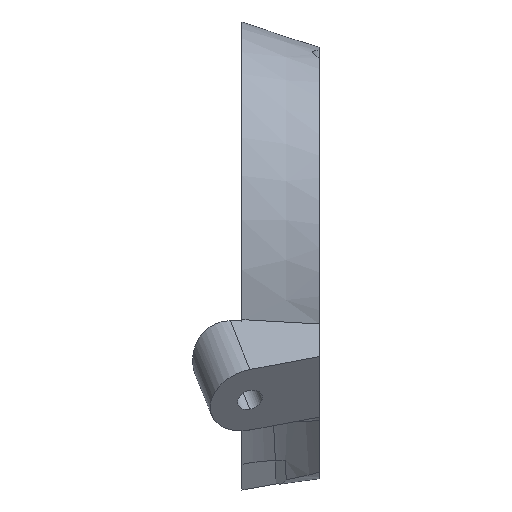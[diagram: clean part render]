
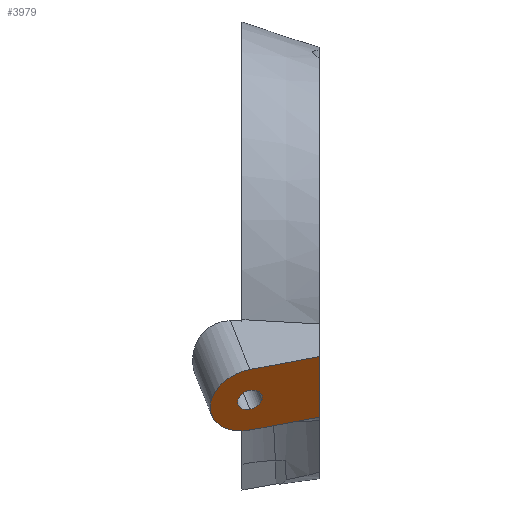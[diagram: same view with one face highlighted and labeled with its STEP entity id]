
A CAD part, left-side view. The second image highlights one B-rep face of the part: STEP entity #3979.
In plain terms, the highlighted planar face has unit normal (-0.707, -0.265, -0.656).
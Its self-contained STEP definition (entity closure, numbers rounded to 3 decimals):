
#65 = LINE ( 'NONE', #3201, #471 ) ;
#81 = CARTESIAN_POINT ( 'NONE',  ( -14.362, -2.015, -12.864 ) ) ;
#86 = AXIS2_PLACEMENT_3D ( 'NONE', #3900, #2078, #200 ) ;
#98 = EDGE_CURVE ( 'NONE', #2124, #3175, #2843, .T. ) ;
#128 = CIRCLE ( 'NONE', #3187, 4. ) ;
#169 = DIRECTION ( 'NONE',  ( 0.68, 0., -0.733 ) ) ;
#200 = DIRECTION ( 'NONE',  ( 0.68, 0., -0.733 ) ) ;
#247 = ORIENTED_EDGE ( 'NONE', *, *, #3315, .F. ) ;
#402 = CARTESIAN_POINT ( 'NONE',  ( -19.653, 10.731, -12.314 ) ) ;
#415 = DIRECTION ( 'NONE',  ( 0.68, 0., -0.733 ) ) ;
#471 = VECTOR ( 'NONE', #415, 1000. ) ;
#552 = CIRCLE ( 'NONE', #86, 1.25 ) ;
#632 = CARTESIAN_POINT ( 'NONE',  ( -15.576, 4., -13.989 ) ) ;
#696 = DIRECTION ( 'NONE',  ( -0.68, 0., 0.733 ) ) ;
#700 = DIRECTION ( 'NONE',  ( 0.68, 0., -0.733 ) ) ;
#703 = VERTEX_POINT ( 'NONE', #632 ) ;
#826 = CARTESIAN_POINT ( 'NONE',  ( -21.015, 4., -8.122 ) ) ;
#840 = DIRECTION ( 'NONE',  ( -0.194, 0.964, -0.18 ) ) ;
#862 = ORIENTED_EDGE ( 'NONE', *, *, #1869, .T. ) ;
#1023 = ORIENTED_EDGE ( 'NONE', *, *, #98, .T. ) ;
#1103 = DIRECTION ( 'NONE',  ( -0.194, 0.964, -0.18 ) ) ;
#1384 = VERTEX_POINT ( 'NONE', #3085 ) ;
#1441 = VERTEX_POINT ( 'NONE', #2827 ) ;
#1457 = ORIENTED_EDGE ( 'NONE', *, *, #3154, .T. ) ;
#1527 = CIRCLE ( 'NONE', #3587, 1.25 ) ;
#1661 = EDGE_CURVE ( 'NONE', #3175, #1384, #128, .T. ) ;
#1758 = EDGE_CURVE ( 'NONE', #2124, #703, #65, .T. ) ;
#1773 = VERTEX_POINT ( 'NONE', #3520 ) ;
#1780 = FACE_OUTER_BOUND ( 'NONE', #3729, .T. ) ;
#1869 = EDGE_CURVE ( 'NONE', #1773, #1441, #1527, .T. ) ;
#1896 = AXIS2_PLACEMENT_3D ( 'NONE', #81, #3489, #696 ) ;
#2045 = DIRECTION ( 'NONE',  ( 0.707, 0.265, 0.656 ) ) ;
#2078 = DIRECTION ( 'NONE',  ( 0.707, 0.265, 0.656 ) ) ;
#2124 = VERTEX_POINT ( 'NONE', #826 ) ;
#2236 = LINE ( 'NONE', #2738, #3937 ) ;
#2582 = PLANE ( 'NONE',  #1896 ) ;
#2586 = DIRECTION ( 'NONE',  ( -0.707, -0.265, -0.656 ) ) ;
#2634 = FACE_BOUND ( 'NONE', #2799, .T. ) ;
#2738 = CARTESIAN_POINT ( 'NONE',  ( -13.746, -5.072, -12.292 ) ) ;
#2799 = EDGE_LOOP ( 'NONE', ( #1457, #862 ) ) ;
#2827 = CARTESIAN_POINT ( 'NONE',  ( -18.803, 10.731, -13.231 ) ) ;
#2829 = ORIENTED_EDGE ( 'NONE', *, *, #1661, .T. ) ;
#2843 = LINE ( 'NONE', #2988, #2896 ) ;
#2896 = VECTOR ( 'NONE', #1103, 1000. ) ;
#2988 = CARTESIAN_POINT ( 'NONE',  ( -19.185, -5.072, -6.426 ) ) ;
#3085 = CARTESIAN_POINT ( 'NONE',  ( -16.934, 10.731, -15.248 ) ) ;
#3154 = EDGE_CURVE ( 'NONE', #1441, #1773, #552, .T. ) ;
#3175 = VERTEX_POINT ( 'NONE', #3599 ) ;
#3187 = AXIS2_PLACEMENT_3D ( 'NONE', #402, #2586, #700 ) ;
#3201 = CARTESIAN_POINT ( 'NONE',  ( -15.576, 4., -13.989 ) ) ;
#3315 = EDGE_CURVE ( 'NONE', #703, #1384, #2236, .T. ) ;
#3489 = DIRECTION ( 'NONE',  ( -0.707, -0.265, -0.656 ) ) ;
#3520 = CARTESIAN_POINT ( 'NONE',  ( -20.503, 10.731, -11.398 ) ) ;
#3587 = AXIS2_PLACEMENT_3D ( 'NONE', #3871, #2045, #169 ) ;
#3599 = CARTESIAN_POINT ( 'NONE',  ( -22.373, 10.731, -9.381 ) ) ;
#3604 = ORIENTED_EDGE ( 'NONE', *, *, #1758, .F. ) ;
#3729 = EDGE_LOOP ( 'NONE', ( #3604, #1023, #2829, #247 ) ) ;
#3871 = CARTESIAN_POINT ( 'NONE',  ( -19.653, 10.731, -12.314 ) ) ;
#3900 = CARTESIAN_POINT ( 'NONE',  ( -19.653, 10.731, -12.314 ) ) ;
#3937 = VECTOR ( 'NONE', #840, 1000. ) ;
#3979 = ADVANCED_FACE ( 'NONE', ( #1780, #2634 ), #2582, .T. ) ;
